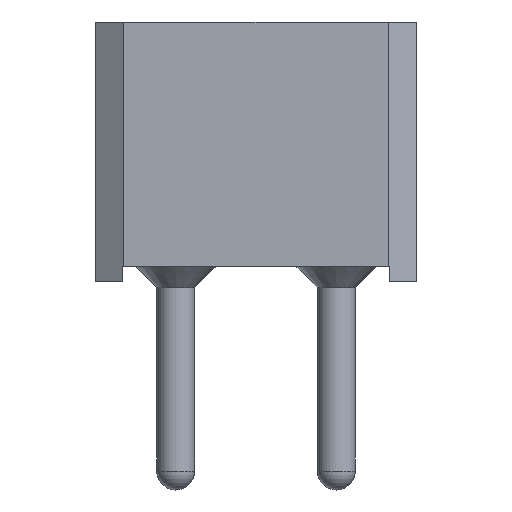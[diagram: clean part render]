
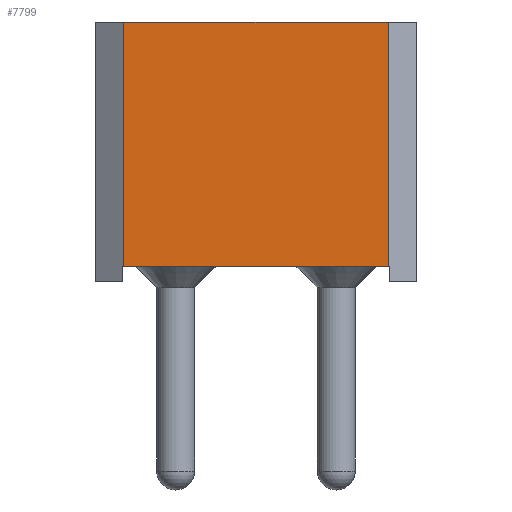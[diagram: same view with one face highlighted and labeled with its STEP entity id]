
A CAD part, front view. The second image highlights one B-rep face of the part: STEP entity #7799.
In plain terms, the highlighted planar face has unit normal (0, -1, 0).
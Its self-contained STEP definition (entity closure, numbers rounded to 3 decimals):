
#1450=FACE_OUTER_BOUND('',#1886,.T.);
#1886=EDGE_LOOP('',(#6519,#6520,#6521,#6522));
#1972=LINE('',#10448,#2320);
#2252=LINE('',#15928,#2600);
#2257=LINE('',#15939,#2605);
#2258=LINE('',#15940,#2606);
#2320=VECTOR('',#8628,10.);
#2600=VECTOR('',#10162,10.);
#2605=VECTOR('',#10171,10.);
#2606=VECTOR('',#10172,10.);
#2668=VERTEX_POINT('',#10445);
#2669=VERTEX_POINT('',#10447);
#3322=VERTEX_POINT('',#15926);
#3326=VERTEX_POINT('',#15938);
#3436=EDGE_CURVE('',#2669,#2668,#1972,.T.);
#4416=EDGE_CURVE('',#2668,#3322,#2252,.T.);
#4421=EDGE_CURVE('',#3326,#3322,#2257,.T.);
#4422=EDGE_CURVE('',#3326,#2669,#2258,.T.);
#6519=ORIENTED_EDGE('',*,*,#3436,.T.);
#6520=ORIENTED_EDGE('',*,*,#4416,.T.);
#6521=ORIENTED_EDGE('',*,*,#4421,.F.);
#6522=ORIENTED_EDGE('',*,*,#4422,.T.);
#7002=PLANE('',#8509);
#7799=ADVANCED_FACE('',(#1450),#7002,.T.);
#8509=AXIS2_PLACEMENT_3D('',#15937,#10169,#10170);
#8628=DIRECTION('',(1.,0.,0.));
#10162=DIRECTION('',(0.,0.,1.));
#10169=DIRECTION('center_axis',(0.,-1.,0.));
#10170=DIRECTION('ref_axis',(1.,0.,0.));
#10171=DIRECTION('',(1.,0.,0.));
#10172=DIRECTION('',(0.,0.,-1.));
#10445=CARTESIAN_POINT('',(-25.858,8.498,-0.36));
#10447=CARTESIAN_POINT('',(-30.048,8.498,-0.36));
#10448=CARTESIAN_POINT('',(-27.738,8.498,-0.36));
#15926=CARTESIAN_POINT('',(-25.858,8.498,3.5));
#15928=CARTESIAN_POINT('',(-25.858,8.498,1.45));
#15937=CARTESIAN_POINT('Origin',(-27.953,8.498,-0.6));
#15938=CARTESIAN_POINT('',(-30.048,8.498,3.5));
#15939=CARTESIAN_POINT('',(-27.953,8.498,3.5));
#15940=CARTESIAN_POINT('',(-30.048,8.498,1.45));
